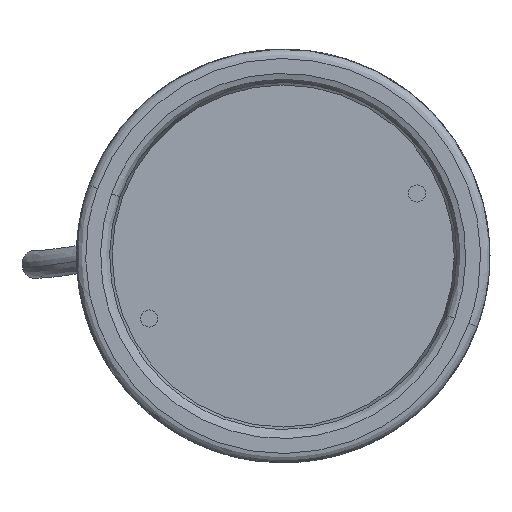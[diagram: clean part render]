
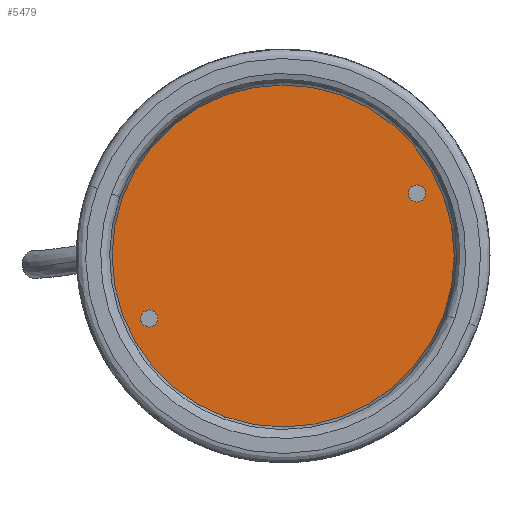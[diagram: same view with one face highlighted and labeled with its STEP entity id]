
A CAD part, front view. The second image highlights one B-rep face of the part: STEP entity #5479.
In plain terms, the highlighted planar face has unit normal (0, -1, 0).
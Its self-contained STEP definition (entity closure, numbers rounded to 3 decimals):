
#2194 = CIRCLE ( 'NONE', #32520, 55. ) ;
#2461 = AXIS2_PLACEMENT_3D ( 'NONE', #66268, #58796, #5368 ) ;
#2694 = CARTESIAN_POINT ( 'NONE',  ( 0., 5.2, -55. ) ) ;
#5180 = DIRECTION ( 'NONE',  ( 0., -1., 0. ) ) ;
#5365 = FACE_BOUND ( 'NONE', #62189, .T. ) ;
#5368 = DIRECTION ( 'NONE',  ( 1., 0., 0. ) ) ;
#5479 = ADVANCED_FACE ( 'NONE', ( #59579, #5365, #28311 ), #71850, .F. ) ;
#9678 = CIRCLE ( 'NONE', #71593, 2.75 ) ;
#10315 = EDGE_LOOP ( 'NONE', ( #14469, #44934 ) ) ;
#12464 = DIRECTION ( 'NONE',  ( 0., 0., 1. ) ) ;
#13853 = AXIS2_PLACEMENT_3D ( 'NONE', #21041, #44783, #55890 ) ;
#14469 = ORIENTED_EDGE ( 'NONE', *, *, #31224, .T. ) ;
#19804 = DIRECTION ( 'NONE',  ( 0., 0., -1. ) ) ;
#20140 = CIRCLE ( 'NONE', #60620, 55. ) ;
#20410 = VERTEX_POINT ( 'NONE', #77643 ) ;
#21041 = CARTESIAN_POINT ( 'NONE',  ( 33.588, 5.2, 33.588 ) ) ;
#21513 = ORIENTED_EDGE ( 'NONE', *, *, #38927, .F. ) ;
#22036 = DIRECTION ( 'NONE',  ( 1., 0., 0. ) ) ;
#23379 = DIRECTION ( 'NONE',  ( 1., 0., 0. ) ) ;
#23948 = DIRECTION ( 'NONE',  ( 0., 1., 0. ) ) ;
#28311 = FACE_OUTER_BOUND ( 'NONE', #10315, .T. ) ;
#28390 = VERTEX_POINT ( 'NONE', #67075 ) ;
#28762 = VERTEX_POINT ( 'NONE', #69994 ) ;
#31224 = EDGE_CURVE ( 'NONE', #47463, #70863, #2194, .T. ) ;
#32086 = ORIENTED_EDGE ( 'NONE', *, *, #50178, .F. ) ;
#32483 = DIRECTION ( 'NONE',  ( 0., -1., 0. ) ) ;
#32520 = AXIS2_PLACEMENT_3D ( 'NONE', #76411, #5180, #46742 ) ;
#34102 = DIRECTION ( 'NONE',  ( 0., -1., 0. ) ) ;
#35774 = ORIENTED_EDGE ( 'NONE', *, *, #58729, .F. ) ;
#38243 = AXIS2_PLACEMENT_3D ( 'NONE', #65892, #23948, #12464 ) ;
#38927 = EDGE_CURVE ( 'NONE', #20410, #70346, #47976, .T. ) ;
#43997 = AXIS2_PLACEMENT_3D ( 'NONE', #64569, #34102, #23379 ) ;
#44783 = DIRECTION ( 'NONE',  ( 0., -1., 0. ) ) ;
#44934 = ORIENTED_EDGE ( 'NONE', *, *, #77175, .T. ) ;
#46742 = DIRECTION ( 'NONE',  ( 0., 0., -1. ) ) ;
#47463 = VERTEX_POINT ( 'NONE', #2694 ) ;
#47742 = DIRECTION ( 'NONE',  ( 0., -1., 0. ) ) ;
#47976 = CIRCLE ( 'NONE', #13853, 2.75 ) ;
#49036 = EDGE_LOOP ( 'NONE', ( #21513, #35774 ) ) ;
#50178 = EDGE_CURVE ( 'NONE', #28390, #28762, #9678, .T. ) ;
#50266 = CIRCLE ( 'NONE', #43997, 2.75 ) ;
#55890 = DIRECTION ( 'NONE',  ( 1., 0., 0. ) ) ;
#58082 = CIRCLE ( 'NONE', #2461, 2.75 ) ;
#58729 = EDGE_CURVE ( 'NONE', #70346, #20410, #58082, .T. ) ;
#58796 = DIRECTION ( 'NONE',  ( 0., -1., 0. ) ) ;
#59579 = FACE_BOUND ( 'NONE', #49036, .T. ) ;
#59629 = CARTESIAN_POINT ( 'NONE',  ( -33.588, 5.2, -33.588 ) ) ;
#60620 = AXIS2_PLACEMENT_3D ( 'NONE', #62544, #32483, #19804 ) ;
#60914 = CARTESIAN_POINT ( 'NONE',  ( 0., 5.2, 55. ) ) ;
#62189 = EDGE_LOOP ( 'NONE', ( #76379, #32086 ) ) ;
#62544 = CARTESIAN_POINT ( 'NONE',  ( 0., 5.2, 0. ) ) ;
#64569 = CARTESIAN_POINT ( 'NONE',  ( -33.588, 5.2, -33.588 ) ) ;
#65892 = CARTESIAN_POINT ( 'NONE',  ( -110., 5.2, -110. ) ) ;
#66268 = CARTESIAN_POINT ( 'NONE',  ( 33.588, 5.2, 33.588 ) ) ;
#67075 = CARTESIAN_POINT ( 'NONE',  ( -36.338, 5.2, -33.588 ) ) ;
#69994 = CARTESIAN_POINT ( 'NONE',  ( -30.838, 5.2, -33.588 ) ) ;
#70346 = VERTEX_POINT ( 'NONE', #73084 ) ;
#70863 = VERTEX_POINT ( 'NONE', #60914 ) ;
#71593 = AXIS2_PLACEMENT_3D ( 'NONE', #59629, #47742, #22036 ) ;
#71850 = PLANE ( 'NONE',  #38243 ) ;
#73084 = CARTESIAN_POINT ( 'NONE',  ( 30.838, 5.2, 33.588 ) ) ;
#74655 = EDGE_CURVE ( 'NONE', #28762, #28390, #50266, .T. ) ;
#76379 = ORIENTED_EDGE ( 'NONE', *, *, #74655, .F. ) ;
#76411 = CARTESIAN_POINT ( 'NONE',  ( 0., 5.2, 0. ) ) ;
#77175 = EDGE_CURVE ( 'NONE', #70863, #47463, #20140, .T. ) ;
#77643 = CARTESIAN_POINT ( 'NONE',  ( 36.338, 5.2, 33.588 ) ) ;
